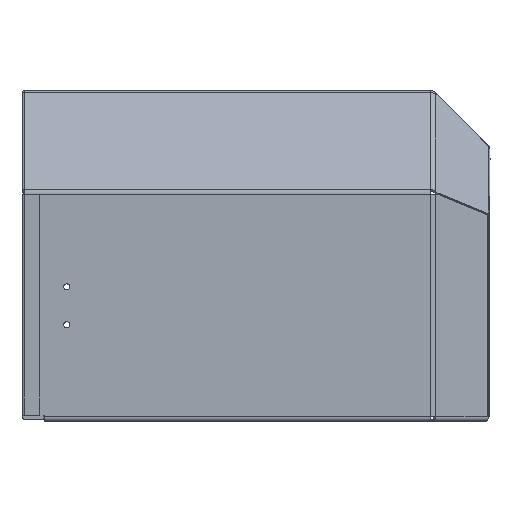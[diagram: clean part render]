
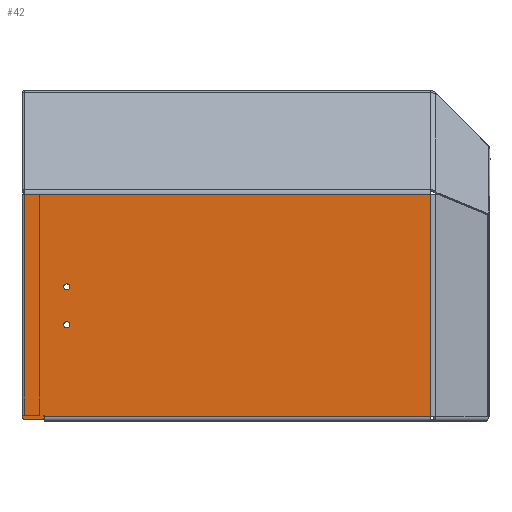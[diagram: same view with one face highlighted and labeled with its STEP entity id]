
A CAD part, left-side view. The second image highlights one B-rep face of the part: STEP entity #42.
In plain terms, the highlighted planar face has unit normal (-1, 0, 0).
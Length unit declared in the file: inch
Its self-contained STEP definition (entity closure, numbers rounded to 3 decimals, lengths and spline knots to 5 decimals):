
#42 = ADVANCED_FACE ( 'NONE', ( #4150, #2155, #8624 ), #157, .T. ) ;
#157 = PLANE ( 'NONE',  #2729 ) ;
#164 = CARTESIAN_POINT ( 'NONE',  ( -10., -11.42171, 0.0525 ) ) ;
#238 = DIRECTION ( 'NONE',  ( 0., 0., 1. ) ) ;
#315 = VECTOR ( 'NONE', #4219, 39.37008 ) ;
#405 = CARTESIAN_POINT ( 'NONE',  ( -10., -13., 6.26931 ) ) ;
#409 = CARTESIAN_POINT ( 'NONE',  ( -10., -11.42171, 0.0525 ) ) ;
#417 = AXIS2_PLACEMENT_3D ( 'NONE', #5937, #8866, #5198 ) ;
#484 = DIRECTION ( 'NONE',  ( 0., 0., -1. ) ) ;
#491 = EDGE_CURVE ( 'NONE', #4319, #4880, #570, .T. ) ;
#497 = DIRECTION ( 'NONE',  ( 0., 0., 1. ) ) ;
#570 = CIRCLE ( 'NONE', #8422, 0.0625 ) ;
#576 = ORIENTED_EDGE ( 'NONE', *, *, #8083, .F. ) ;
#863 = VECTOR ( 'NONE', #4831, 39.37008 ) ;
#915 = CARTESIAN_POINT ( 'NONE',  ( -10., -13., 0. ) ) ;
#924 = VECTOR ( 'NONE', #5074, 39.37008 ) ;
#937 = ORIENTED_EDGE ( 'NONE', *, *, #3186, .F. ) ;
#1042 = LINE ( 'NONE', #405, #4885 ) ;
#1155 = DIRECTION ( 'NONE',  ( 0., 0., 1. ) ) ;
#1187 = ORIENTED_EDGE ( 'NONE', *, *, #3360, .F. ) ;
#1297 = EDGE_CURVE ( 'NONE', #8832, #5731, #7038, .T. ) ;
#1348 = EDGE_CURVE ( 'NONE', #8014, #8832, #2580, .T. ) ;
#1381 = ORIENTED_EDGE ( 'NONE', *, *, #5195, .F. ) ;
#1445 = EDGE_CURVE ( 'NONE', #5317, #1567, #2477, .T. ) ;
#1471 = VERTEX_POINT ( 'NONE', #9557 ) ;
#1553 = AXIS2_PLACEMENT_3D ( 'NONE', #6544, #5099, #2082 ) ;
#1567 = VERTEX_POINT ( 'NONE', #7770 ) ;
#1645 = DIRECTION ( 'NONE',  ( -1., 0., 0. ) ) ;
#1777 = ORIENTED_EDGE ( 'NONE', *, *, #1445, .T. ) ;
#1907 = ORIENTED_EDGE ( 'NONE', *, *, #4209, .F. ) ;
#2039 = CARTESIAN_POINT ( 'NONE',  ( -10., -0.593, 0.0845 ) ) ;
#2082 = DIRECTION ( 'NONE',  ( 0., 0., 1. ) ) ;
#2100 = VECTOR ( 'NONE', #5411, 39.37008 ) ;
#2155 = FACE_BOUND ( 'NONE', #7852, .T. ) ;
#2477 = LINE ( 'NONE', #8054, #4896 ) ;
#2580 = CIRCLE ( 'NONE', #417, 0.016 ) ;
#2594 = ORIENTED_EDGE ( 'NONE', *, *, #1297, .F. ) ;
#2699 = DIRECTION ( 'NONE',  ( -1., 0., 0. ) ) ;
#2729 = AXIS2_PLACEMENT_3D ( 'NONE', #915, #4423, #8331 ) ;
#2749 = CARTESIAN_POINT ( 'NONE',  ( -10., -11.42171, 6.26931 ) ) ;
#2756 = CARTESIAN_POINT ( 'NONE',  ( -10., -1.25, 2.62676 ) ) ;
#2768 = CARTESIAN_POINT ( 'NONE',  ( -10., -0.593, 0.0845 ) ) ;
#2917 = VECTOR ( 'NONE', #484, 39.37008 ) ;
#3006 = CIRCLE ( 'NONE', #5253, 0.08594 ) ;
#3111 = AXIS2_PLACEMENT_3D ( 'NONE', #7550, #1645, #238 ) ;
#3186 = EDGE_CURVE ( 'NONE', #5731, #4880, #8619, .T. ) ;
#3249 = ORIENTED_EDGE ( 'NONE', *, *, #1348, .F. ) ;
#3360 = EDGE_CURVE ( 'NONE', #7721, #6281, #6327, .T. ) ;
#3509 = CIRCLE ( 'NONE', #1553, 0.08594 ) ;
#3626 = ORIENTED_EDGE ( 'NONE', *, *, #5292, .F. ) ;
#3628 = EDGE_LOOP ( 'NONE', ( #8918, #6176 ) ) ;
#3661 = DIRECTION ( 'NONE',  ( 0., 1., 0. ) ) ;
#3719 = EDGE_CURVE ( 'NONE', #9522, #4529, #3509, .T. ) ;
#3797 = ORIENTED_EDGE ( 'NONE', *, *, #491, .T. ) ;
#4138 = DIRECTION ( 'NONE',  ( -1., 0., 0. ) ) ;
#4150 = FACE_OUTER_BOUND ( 'NONE', #7670, .T. ) ;
#4174 = EDGE_CURVE ( 'NONE', #1471, #4214, #8923, .T. ) ;
#4185 = VERTEX_POINT ( 'NONE', #8604 ) ;
#4209 = EDGE_CURVE ( 'NONE', #7167, #4185, #1042, .T. ) ;
#4214 = VERTEX_POINT ( 'NONE', #8535 ) ;
#4219 = DIRECTION ( 'NONE',  ( 0., 0., -1. ) ) ;
#4229 = CARTESIAN_POINT ( 'NONE',  ( -10., -0.0625, -0.01 ) ) ;
#4317 = CIRCLE ( 'NONE', #3111, 0.08594 ) ;
#4319 = VERTEX_POINT ( 'NONE', #7975 ) ;
#4321 = ORIENTED_EDGE ( 'NONE', *, *, #4364, .T. ) ;
#4364 = EDGE_CURVE ( 'NONE', #7167, #5317, #9376, .T. ) ;
#4423 = DIRECTION ( 'NONE',  ( -1., 0., 0. ) ) ;
#4529 = VERTEX_POINT ( 'NONE', #5378 ) ;
#4547 = CARTESIAN_POINT ( 'NONE',  ( -10., -13., -0.01 ) ) ;
#4776 = ORIENTED_EDGE ( 'NONE', *, *, #3719, .F. ) ;
#4808 = LINE ( 'NONE', #6299, #863 ) ;
#4826 = VECTOR ( 'NONE', #6392, 39.37008 ) ;
#4831 = DIRECTION ( 'NONE',  ( 0., 0., 1. ) ) ;
#4880 = VERTEX_POINT ( 'NONE', #4229 ) ;
#4885 = VECTOR ( 'NONE', #8625, 39.37008 ) ;
#4896 = VECTOR ( 'NONE', #3661, 39.37008 ) ;
#4924 = DIRECTION ( 'NONE',  ( -1., 0., 0. ) ) ;
#5044 = CARTESIAN_POINT ( 'NONE',  ( -10., -1.25, 3.7727 ) ) ;
#5074 = DIRECTION ( 'NONE',  ( 0., 0., -1. ) ) ;
#5099 = DIRECTION ( 'NONE',  ( -1., 0., 0. ) ) ;
#5149 = ORIENTED_EDGE ( 'NONE', *, *, #9602, .F. ) ;
#5195 = EDGE_CURVE ( 'NONE', #4529, #9522, #3006, .T. ) ;
#5198 = DIRECTION ( 'NONE',  ( 0., 1., 0. ) ) ;
#5253 = AXIS2_PLACEMENT_3D ( 'NONE', #5788, #4924, #497 ) ;
#5292 = EDGE_CURVE ( 'NONE', #4185, #7721, #7743, .T. ) ;
#5317 = VERTEX_POINT ( 'NONE', #5734 ) ;
#5378 = CARTESIAN_POINT ( 'NONE',  ( -10., -1.25, 3.60083 ) ) ;
#5383 = CARTESIAN_POINT ( 'NONE',  ( -10., -0.625, -0.01 ) ) ;
#5411 = DIRECTION ( 'NONE',  ( 0., 0., 1. ) ) ;
#5731 = VERTEX_POINT ( 'NONE', #7493 ) ;
#5734 = CARTESIAN_POINT ( 'NONE',  ( -10., -0.06597, 0.10625 ) ) ;
#5788 = CARTESIAN_POINT ( 'NONE',  ( -10., -1.25, 3.68676 ) ) ;
#5937 = CARTESIAN_POINT ( 'NONE',  ( -10., -0.609, 0.0845 ) ) ;
#5969 = VECTOR ( 'NONE', #6798, 39.37008 ) ;
#6176 = ORIENTED_EDGE ( 'NONE', *, *, #9547, .F. ) ;
#6281 = VERTEX_POINT ( 'NONE', #6559 ) ;
#6299 = CARTESIAN_POINT ( 'NONE',  ( -10., 0., 0. ) ) ;
#6327 = LINE ( 'NONE', #409, #4826 ) ;
#6392 = DIRECTION ( 'NONE',  ( 0., 1., 0. ) ) ;
#6544 = CARTESIAN_POINT ( 'NONE',  ( -10., -1.25, 3.68676 ) ) ;
#6559 = CARTESIAN_POINT ( 'NONE',  ( -10., -0.625, 0.0525 ) ) ;
#6655 = CARTESIAN_POINT ( 'NONE',  ( -10., -0.06597, 6.26931 ) ) ;
#6798 = DIRECTION ( 'NONE',  ( 0., 1., 0. ) ) ;
#6878 = LINE ( 'NONE', #5383, #2100 ) ;
#7038 = LINE ( 'NONE', #2768, #2917 ) ;
#7111 = DIRECTION ( 'NONE',  ( 0., 0., 1. ) ) ;
#7167 = VERTEX_POINT ( 'NONE', #6655 ) ;
#7285 = CARTESIAN_POINT ( 'NONE',  ( -10., -0.06597, 6.26931 ) ) ;
#7493 = CARTESIAN_POINT ( 'NONE',  ( -10., -0.593, -0.01 ) ) ;
#7550 = CARTESIAN_POINT ( 'NONE',  ( -10., -1.25, 2.62676 ) ) ;
#7670 = EDGE_LOOP ( 'NONE', ( #576, #3797, #937, #2594, #3249, #5149, #1187, #3626, #1907, #4321, #1777 ) ) ;
#7721 = VERTEX_POINT ( 'NONE', #164 ) ;
#7743 = LINE ( 'NONE', #2749, #315 ) ;
#7770 = CARTESIAN_POINT ( 'NONE',  ( -10., 0., 0.10625 ) ) ;
#7828 = AXIS2_PLACEMENT_3D ( 'NONE', #2756, #2699, #7111 ) ;
#7852 = EDGE_LOOP ( 'NONE', ( #1381, #4776 ) ) ;
#7937 = CARTESIAN_POINT ( 'NONE',  ( -10., -0.625, 0.0845 ) ) ;
#7975 = CARTESIAN_POINT ( 'NONE',  ( -10., 0., 0.0525 ) ) ;
#8014 = VERTEX_POINT ( 'NONE', #7937 ) ;
#8054 = CARTESIAN_POINT ( 'NONE',  ( -10., -13., 0.10625 ) ) ;
#8083 = EDGE_CURVE ( 'NONE', #4319, #1567, #4808, .T. ) ;
#8331 = DIRECTION ( 'NONE',  ( 0., 0., 1. ) ) ;
#8422 = AXIS2_PLACEMENT_3D ( 'NONE', #9321, #4138, #1155 ) ;
#8535 = CARTESIAN_POINT ( 'NONE',  ( -10., -1.25, 2.7127 ) ) ;
#8604 = CARTESIAN_POINT ( 'NONE',  ( -10., -11.42171, 6.26931 ) ) ;
#8619 = LINE ( 'NONE', #4547, #5969 ) ;
#8624 = FACE_BOUND ( 'NONE', #3628, .T. ) ;
#8625 = DIRECTION ( 'NONE',  ( 0., -1., 0. ) ) ;
#8832 = VERTEX_POINT ( 'NONE', #2039 ) ;
#8866 = DIRECTION ( 'NONE',  ( -1., 0., 0. ) ) ;
#8918 = ORIENTED_EDGE ( 'NONE', *, *, #4174, .F. ) ;
#8923 = CIRCLE ( 'NONE', #7828, 0.08594 ) ;
#9321 = CARTESIAN_POINT ( 'NONE',  ( -10., -0.0625, 0.0525 ) ) ;
#9376 = LINE ( 'NONE', #7285, #924 ) ;
#9522 = VERTEX_POINT ( 'NONE', #5044 ) ;
#9547 = EDGE_CURVE ( 'NONE', #4214, #1471, #4317, .T. ) ;
#9557 = CARTESIAN_POINT ( 'NONE',  ( -10., -1.25, 2.54083 ) ) ;
#9602 = EDGE_CURVE ( 'NONE', #6281, #8014, #6878, .T. ) ;
